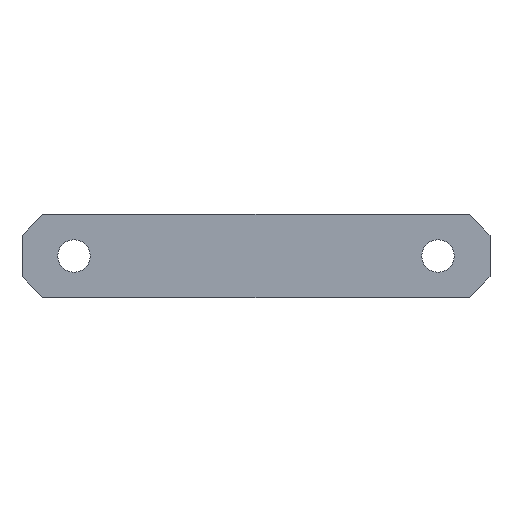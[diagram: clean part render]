
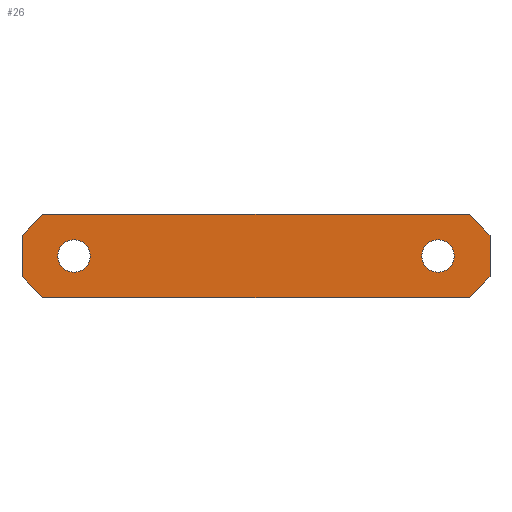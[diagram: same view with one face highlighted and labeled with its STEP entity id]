
A CAD part, front view. The second image highlights one B-rep face of the part: STEP entity #26.
In plain terms, the highlighted planar face has unit normal (0, -1, 0).
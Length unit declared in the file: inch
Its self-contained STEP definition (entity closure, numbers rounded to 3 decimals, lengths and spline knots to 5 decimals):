
#3 = EDGE_CURVE ( 'NONE', #605, #604, #671, .T. ) ;
#6 = EDGE_LOOP ( 'NONE', ( #268, #266 ) ) ;
#7 = ORIENTED_EDGE ( 'NONE', *, *, #603, .T. ) ;
#13 = ORIENTED_EDGE ( 'NONE', *, *, #3, .T. ) ;
#15 = EDGE_CURVE ( 'NONE', #18, #19, #663, .T. ) ;
#16 = ORIENTED_EDGE ( 'NONE', *, *, #35, .T. ) ;
#18 = VERTEX_POINT ( 'NONE', #655 ) ;
#19 = VERTEX_POINT ( 'NONE', #654 ) ;
#21 = EDGE_LOOP ( 'NONE', ( #13, #7 ) ) ;
#23 = EDGE_CURVE ( 'NONE', #41, #18, #649, .T. ) ;
#24 = ORIENTED_EDGE ( 'NONE', *, *, #15, .T. ) ;
#26 = ADVANCED_FACE ( 'NONE', ( #705, #704, #703 ), #702, .F. ) ;
#28 = VERTEX_POINT ( 'NONE', #693 ) ;
#30 = EDGE_CURVE ( 'NONE', #28, #34, #692, .T. ) ;
#31 = ORIENTED_EDGE ( 'NONE', *, *, #30, .F. ) ;
#34 = VERTEX_POINT ( 'NONE', #688 ) ;
#35 = EDGE_CURVE ( 'NONE', #19, #34, #687, .T. ) ;
#41 = VERTEX_POINT ( 'NONE', #677 ) ;
#224 = ORIENTED_EDGE ( 'NONE', *, *, #23, .T. ) ;
#227 = ORIENTED_EDGE ( 'NONE', *, *, #256, .T. ) ;
#237 = ORIENTED_EDGE ( 'NONE', *, *, #1969, .F. ) ;
#238 = ORIENTED_EDGE ( 'NONE', *, *, #239, .T. ) ;
#239 = EDGE_CURVE ( 'NONE', #1971, #261, #998, .T. ) ;
#252 = EDGE_CURVE ( 'NONE', #28, #1966, #1032, .T. ) ;
#255 = ORIENTED_EDGE ( 'NONE', *, *, #252, .T. ) ;
#256 = EDGE_CURVE ( 'NONE', #261, #41, #1024, .T. ) ;
#261 = VERTEX_POINT ( 'NONE', #1077 ) ;
#264 = EDGE_LOOP ( 'NONE', ( #237, #238, #227, #224, #24, #16, #31, #255 ) ) ;
#266 = ORIENTED_EDGE ( 'NONE', *, *, #1955, .T. ) ;
#267 = EDGE_CURVE ( 'NONE', #1951, #1956, #1066, .T. ) ;
#268 = ORIENTED_EDGE ( 'NONE', *, *, #267, .T. ) ;
#603 = EDGE_CURVE ( 'NONE', #604, #605, #1659, .T. ) ;
#604 = VERTEX_POINT ( 'NONE', #1654 ) ;
#605 = VERTEX_POINT ( 'NONE', #1653 ) ;
#646 = DIRECTION ( 'NONE',  ( 0.707, 0., -0.707 ) ) ;
#647 = VECTOR ( 'NONE', #646, 39.37008 ) ;
#648 = CARTESIAN_POINT ( 'NONE',  ( -1.125, -0.5625, -0.1 ) ) ;
#649 = LINE ( 'NONE', #648, #647 ) ;
#654 = CARTESIAN_POINT ( 'NONE',  ( 1.025, -0.5625, -0.2 ) ) ;
#655 = CARTESIAN_POINT ( 'NONE',  ( -1.025, -0.5625, -0.2 ) ) ;
#660 = DIRECTION ( 'NONE',  ( 1., 0., 0. ) ) ;
#661 = VECTOR ( 'NONE', #660, 39.37008 ) ;
#662 = CARTESIAN_POINT ( 'NONE',  ( 1.125, -0.5625, -0.2 ) ) ;
#663 = LINE ( 'NONE', #662, #661 ) ;
#667 = DIRECTION ( 'NONE',  ( 0., 0., 1. ) ) ;
#668 = DIRECTION ( 'NONE',  ( 0., 1., 0. ) ) ;
#669 = CARTESIAN_POINT ( 'NONE',  ( 0.875, -0.5625, 0. ) ) ;
#670 = AXIS2_PLACEMENT_3D ( 'NONE', #669, #668, #667 ) ;
#671 = CIRCLE ( 'NONE', #670, 0.078 ) ;
#677 = CARTESIAN_POINT ( 'NONE',  ( -1.125, -0.5625, -0.1 ) ) ;
#684 = DIRECTION ( 'NONE',  ( 0.707, 0., 0.707 ) ) ;
#685 = VECTOR ( 'NONE', #684, 39.37008 ) ;
#686 = CARTESIAN_POINT ( 'NONE',  ( 1.125, -0.5625, -0.1 ) ) ;
#687 = LINE ( 'NONE', #686, #685 ) ;
#688 = CARTESIAN_POINT ( 'NONE',  ( 1.125, -0.5625, -0.1 ) ) ;
#689 = DIRECTION ( 'NONE',  ( 0., 0., -1. ) ) ;
#690 = VECTOR ( 'NONE', #689, 39.37008 ) ;
#691 = CARTESIAN_POINT ( 'NONE',  ( 1.125, -0.5625, 0.2 ) ) ;
#692 = LINE ( 'NONE', #691, #690 ) ;
#693 = CARTESIAN_POINT ( 'NONE',  ( 1.125, -0.5625, 0.1 ) ) ;
#698 = DIRECTION ( 'NONE',  ( -1., 0., 0. ) ) ;
#699 = DIRECTION ( 'NONE',  ( 0., 1., 0. ) ) ;
#700 = CARTESIAN_POINT ( 'NONE',  ( 1.125, -0.5625, 0.2 ) ) ;
#701 = AXIS2_PLACEMENT_3D ( 'NONE', #700, #699, #698 ) ;
#702 = PLANE ( 'NONE',  #701 ) ;
#703 = FACE_OUTER_BOUND ( 'NONE', #264, .T. ) ;
#704 = FACE_BOUND ( 'NONE', #6, .T. ) ;
#705 = FACE_BOUND ( 'NONE', #21, .T. ) ;
#995 = DIRECTION ( 'NONE',  ( -0.707, 0., -0.707 ) ) ;
#996 = VECTOR ( 'NONE', #995, 39.37008 ) ;
#997 = CARTESIAN_POINT ( 'NONE',  ( -1.125, -0.5625, 0.1 ) ) ;
#998 = LINE ( 'NONE', #997, #996 ) ;
#1024 = LINE ( 'NONE', #1086, #1085 ) ;
#1029 = DIRECTION ( 'NONE',  ( -0.707, 0., 0.707 ) ) ;
#1030 = VECTOR ( 'NONE', #1029, 39.37008 ) ;
#1031 = CARTESIAN_POINT ( 'NONE',  ( 1.125, -0.5625, 0.1 ) ) ;
#1032 = LINE ( 'NONE', #1031, #1030 ) ;
#1062 = DIRECTION ( 'NONE',  ( 0., 0., 1. ) ) ;
#1063 = DIRECTION ( 'NONE',  ( 0., 1., 0. ) ) ;
#1064 = CARTESIAN_POINT ( 'NONE',  ( -0.875, -0.5625, 0. ) ) ;
#1065 = AXIS2_PLACEMENT_3D ( 'NONE', #1064, #1063, #1062 ) ;
#1066 = CIRCLE ( 'NONE', #1065, 0.078 ) ;
#1077 = CARTESIAN_POINT ( 'NONE',  ( -1.125, -0.5625, 0.1 ) ) ;
#1084 = DIRECTION ( 'NONE',  ( 0., 0., -1. ) ) ;
#1085 = VECTOR ( 'NONE', #1084, 39.37008 ) ;
#1086 = CARTESIAN_POINT ( 'NONE',  ( -1.125, -0.5625, 0.2 ) ) ;
#1653 = CARTESIAN_POINT ( 'NONE',  ( 0.875, -0.5625, 0.078 ) ) ;
#1654 = CARTESIAN_POINT ( 'NONE',  ( 0.875, -0.5625, -0.078 ) ) ;
#1655 = DIRECTION ( 'NONE',  ( 0., 0., 1. ) ) ;
#1656 = DIRECTION ( 'NONE',  ( 0., 1., 0. ) ) ;
#1657 = CARTESIAN_POINT ( 'NONE',  ( 0.875, -0.5625, 0. ) ) ;
#1658 = AXIS2_PLACEMENT_3D ( 'NONE', #1657, #1656, #1655 ) ;
#1659 = CIRCLE ( 'NONE', #1658, 0.078 ) ;
#1766 = CARTESIAN_POINT ( 'NONE',  ( -0.875, -0.5625, -0.078 ) ) ;
#1767 = DIRECTION ( 'NONE',  ( 0., 0., 1. ) ) ;
#1768 = DIRECTION ( 'NONE',  ( 0., 1., 0. ) ) ;
#1769 = CARTESIAN_POINT ( 'NONE',  ( -0.875, -0.5625, 0. ) ) ;
#1770 = AXIS2_PLACEMENT_3D ( 'NONE', #1769, #1768, #1767 ) ;
#1771 = CIRCLE ( 'NONE', #1770, 0.078 ) ;
#1774 = CARTESIAN_POINT ( 'NONE',  ( -0.875, -0.5625, 0.078 ) ) ;
#1801 = CARTESIAN_POINT ( 'NONE',  ( -1.025, -0.5625, 0.2 ) ) ;
#1802 = DIRECTION ( 'NONE',  ( 1., 0., 0. ) ) ;
#1803 = VECTOR ( 'NONE', #1802, 39.37008 ) ;
#1804 = CARTESIAN_POINT ( 'NONE',  ( 1.125, -0.5625, 0.2 ) ) ;
#1805 = LINE ( 'NONE', #1804, #1803 ) ;
#1810 = CARTESIAN_POINT ( 'NONE',  ( 1.025, -0.5625, 0.2 ) ) ;
#1951 = VERTEX_POINT ( 'NONE', #1774 ) ;
#1955 = EDGE_CURVE ( 'NONE', #1956, #1951, #1771, .T. ) ;
#1956 = VERTEX_POINT ( 'NONE', #1766 ) ;
#1966 = VERTEX_POINT ( 'NONE', #1810 ) ;
#1969 = EDGE_CURVE ( 'NONE', #1971, #1966, #1805, .T. ) ;
#1971 = VERTEX_POINT ( 'NONE', #1801 ) ;
